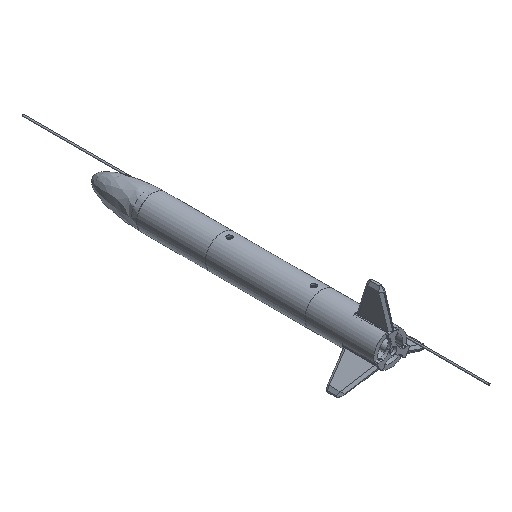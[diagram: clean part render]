
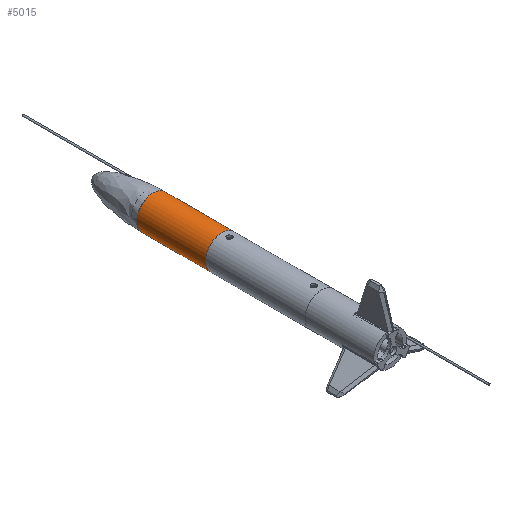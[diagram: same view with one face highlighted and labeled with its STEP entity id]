
A CAD part, isometric view. The second image highlights one B-rep face of the part: STEP entity #5015.
In plain terms, the highlighted cylindrical face has radius 32.5 mm (diameter 65 mm), a full revolution.
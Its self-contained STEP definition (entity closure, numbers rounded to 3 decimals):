
#381=CIRCLE('',#5412,32.5);
#382=CIRCLE('',#5414,32.5);
#732=FACE_OUTER_BOUND('',#1050,.T.);
#1050=EDGE_LOOP('',(#3457,#3458,#3459,#3460));
#1367=LINE('',#8367,#1632);
#1632=VECTOR('',#6194,32.5);
#2056=VERTEX_POINT('',#8363);
#2057=VERTEX_POINT('',#8366);
#2585=EDGE_CURVE('',#2056,#2056,#381,.T.);
#2586=EDGE_CURVE('',#2056,#2057,#1367,.T.);
#2587=EDGE_CURVE('',#2057,#2057,#382,.T.);
#3457=ORIENTED_EDGE('',*,*,#2585,.F.);
#3458=ORIENTED_EDGE('',*,*,#2586,.T.);
#3459=ORIENTED_EDGE('',*,*,#2587,.T.);
#3460=ORIENTED_EDGE('',*,*,#2586,.F.);
#4866=CYLINDRICAL_SURFACE('',#5413,32.5);
#5015=ADVANCED_FACE('',(#732),#4866,.T.);
#5412=AXIS2_PLACEMENT_3D('',#8364,#6190,#6191);
#5413=AXIS2_PLACEMENT_3D('',#8365,#6192,#6193);
#5414=AXIS2_PLACEMENT_3D('',#8368,#6195,#6196);
#6190=DIRECTION('center_axis',(0.,1.,0.));
#6191=DIRECTION('ref_axis',(1.,0.,0.));
#6192=DIRECTION('center_axis',(0.,1.,0.));
#6193=DIRECTION('ref_axis',(1.,0.,0.));
#6194=DIRECTION('',(0.,-1.,0.));
#6195=DIRECTION('center_axis',(0.,1.,0.));
#6196=DIRECTION('ref_axis',(1.,0.,0.));
#8363=CARTESIAN_POINT('',(-32.5,135.,0.));
#8364=CARTESIAN_POINT('Origin',(0.,135.,0.));
#8365=CARTESIAN_POINT('Origin',(0.,0.,0.));
#8366=CARTESIAN_POINT('',(-32.5,0.,0.));
#8367=CARTESIAN_POINT('',(-32.5,0.,0.));
#8368=CARTESIAN_POINT('Origin',(0.,0.,0.));
